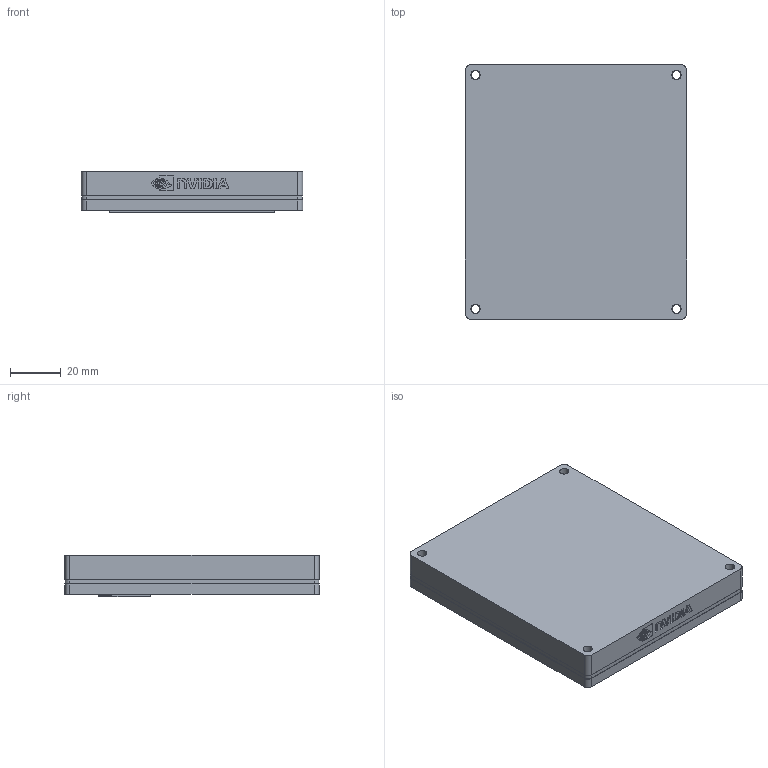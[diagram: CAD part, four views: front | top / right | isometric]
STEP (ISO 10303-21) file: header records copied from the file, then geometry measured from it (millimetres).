
FILE_DESCRIPTION((''),'2;1');
FILE_NAME('245-13701-0000-000_ASM','2023-01-31T12:31:37',('cgalutera'),(''),'CREO PARAMETRIC BY PTC INC, 2020281','CREO PARAMETRIC BY PTC INC, 2020281','');
FILE_SCHEMA(('CONFIG_CONTROL_DESIGN','GEOMETRIC_VALIDATION_PROPERTIES_MIM'));
Products named in the file (15): T234-LIDLESS; 600-63701-BASE-A06; 080-1502-000_4; TA990SA-A1_1; 600-63701-BASE-A06_ASM; 320-1885-000; SPREADER-P3701-LIDLESS; TTP-EAST-MEM; TTP-SOUTH-MEM-2; 320-1885-000-LIDLESS_ASM; HEATPIPE-P3701-LIDLESS; 367-0600-000A; 155-0532-000; 155-1167-000; 245-13701-0000-000_ASM
Assembly tree (21 placements, depth 3):
  245-13701-0000-000_ASM
    T234-LIDLESS
    600-63701-BASE-A06_ASM
      600-63701-BASE-A06
      080-1502-000_4
      TA990SA-A1_1
    320-1885-000-LIDLESS_ASM
      320-1885-000
      SPREADER-P3701-LIDLESS
      TTP-EAST-MEM
      TTP-SOUTH-MEM-2
    HEATPIPE-P3701-LIDLESS  x2
    367-0600-000A
    155-0532-000  x4
    155-1167-000  x4
Bounding box: 87 x 100 x 16.29 mm (x, y, z)
Volume: 72308.3 mm3; surface area: 94512.4 mm2
Topology: 19 solids, 33 shells, 2021 faces, 5531 edges, 3540 vertices
Faces by surface type: plane 914, cylinder 719, bspline 196, cone 98, extrusion 48, sphere 34, torus 12
Entity records: 71153 total; most frequent: CARTESIAN_POINT 19812, ORIENTED_EDGE 8012, DIRECTION 7539, EDGE_CURVE 4030, PRESENTATION_STYLE_ASSIGNMENT 4024, STYLED_ITEM 3969, CURVE_STYLE 3898, VERTEX_POINT 2647
